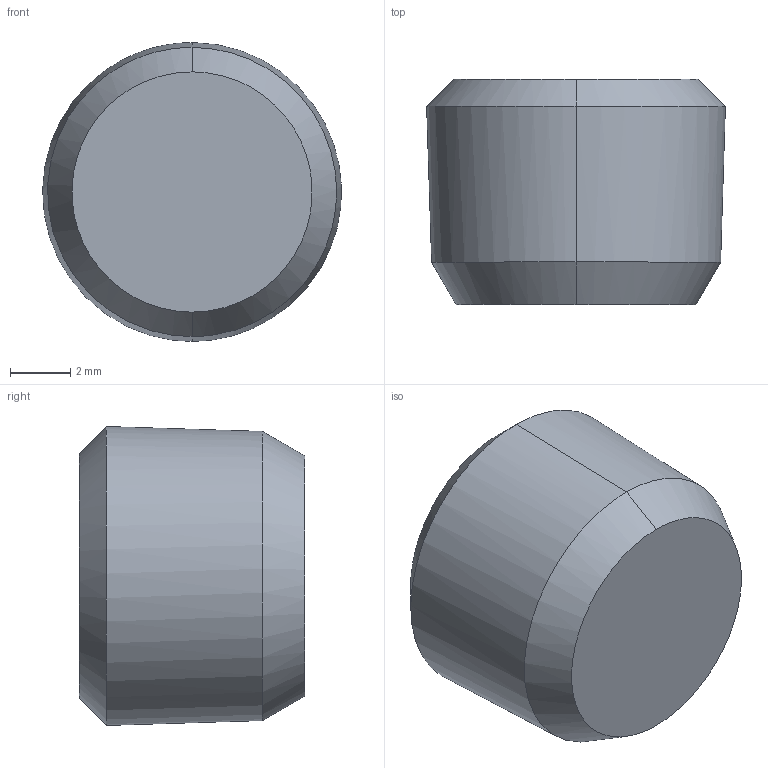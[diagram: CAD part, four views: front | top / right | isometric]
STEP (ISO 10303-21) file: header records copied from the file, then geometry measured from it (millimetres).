
FILE_DESCRIPTION (( 'STEP AP214' ), '1' );
FILE_NAME ('DRF.STOP01_ZK.STEP', '2018-09-06T09:27:55', ( '' ), ( '' ), 'SwSTEP 2.0', 'SolidWorks 2018', '' );
FILE_SCHEMA (( 'AUTOMOTIVE_DESIGN' ));
Length unit declared in the file: millimetre
Products named in the file (1): DRF.STOP01_ZK
Bounding box: 9.95 x 7.5 x 9.95 mm (x, y, z)
Volume: 417.6 mm3; surface area: 425.1 mm2
Topology: 1 solids, 1 shells, 37 faces, 87 edges, 51 vertices
Faces by surface type: bspline 37
Entity records: 1281 total; most frequent: CARTESIAN_POINT 740, ORIENTED_EDGE 170, EDGE_CURVE 85, B_SPLINE_CURVE_WITH_KNOTS 61, VERTEX_POINT 51, EDGE_LOOP 38, ADVANCED_FACE 37, FACE_OUTER_BOUND 37
